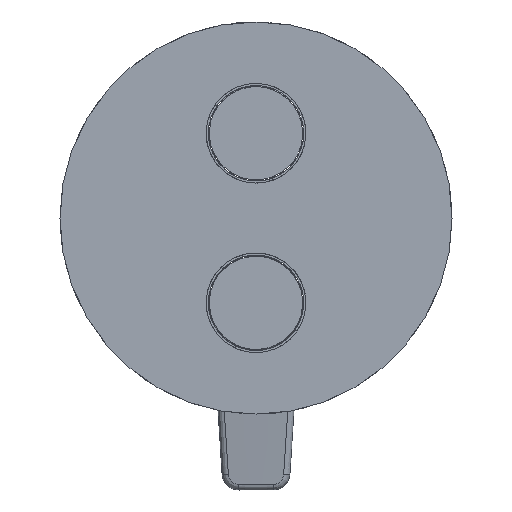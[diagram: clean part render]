
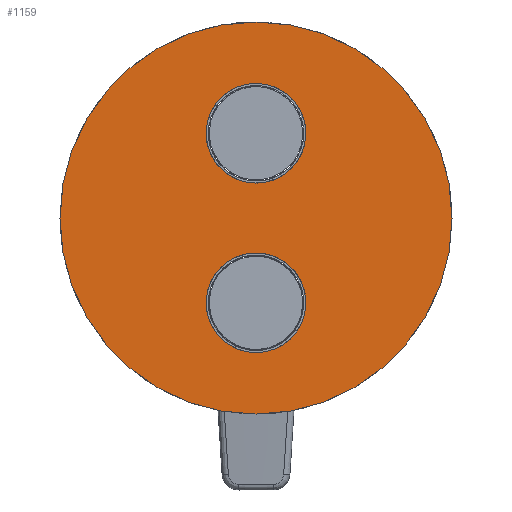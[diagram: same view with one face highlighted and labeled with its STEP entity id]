
A CAD part, front view. The second image highlights one B-rep face of the part: STEP entity #1159.
In plain terms, the highlighted planar face has unit normal (0, 1, 0).
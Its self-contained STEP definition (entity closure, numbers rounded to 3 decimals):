
#1016=CARTESIAN_POINT('Axis2P3D Location',(0.,75.,40.)) ;
#1021=CARTESIAN_POINT('Axis2P3D Location',(0.,75.,40.)) ;
#1025=CARTESIAN_POINT('Vertex',(-92.5,75.,40.)) ;
#1027=CARTESIAN_POINT('Vertex',(92.5,75.,40.)) ;
#1030=CARTESIAN_POINT('Axis2P3D Location',(0.,75.,40.)) ;
#1040=CARTESIAN_POINT('Control Point',(12.227,75.,20.069)) ;
#1041=CARTESIAN_POINT('Control Point',(10.402,75.,21.181)) ;
#1042=CARTESIAN_POINT('Control Point',(8.45,75.,22.085)) ;
#1043=CARTESIAN_POINT('Control Point',(6.404,75.,22.763)) ;
#1044=CARTESIAN_POINT('Control Point',(2.193,75.,23.641)) ;
#1045=CARTESIAN_POINT('Control Point',(-2.108,75.,23.552)) ;
#1046=CARTESIAN_POINT('Control Point',(-4.245,75.,23.263)) ;
#1047=CARTESIAN_POINT('Control Point',(-8.414,75.,22.203)) ;
#1048=CARTESIAN_POINT('Control Point',(-12.239,75.,20.233)) ;
#1049=CARTESIAN_POINT('Control Point',(-14.031,75.,19.034)) ;
#1050=CARTESIAN_POINT('Control Point',(-17.31,75.,16.249)) ;
#1051=CARTESIAN_POINT('Control Point',(-19.882,75.,12.801)) ;
#1052=CARTESIAN_POINT('Control Point',(-20.966,75.,10.937)) ;
#1053=CARTESIAN_POINT('Control Point',(-22.69,75.,6.996)) ;
#1054=CARTESIAN_POINT('Control Point',(-23.484,75.,2.768)) ;
#1055=CARTESIAN_POINT('Control Point',(-23.638,75.,0.617)) ;
#1056=CARTESIAN_POINT('Control Point',(-23.455,75.,-3.681)) ;
#1057=CARTESIAN_POINT('Control Point',(-22.313,75.,-7.829)) ;
#1058=CARTESIAN_POINT('Control Point',(-21.508,75.,-9.829)) ;
#1059=CARTESIAN_POINT('Control Point',(-19.55,75.,-13.437)) ;
#1060=CARTESIAN_POINT('Control Point',(-16.866,75.,-16.538)) ;
#1061=CARTESIAN_POINT('Control Point',(-15.439,75.,-17.876)) ;
#1062=CARTESIAN_POINT('Control Point',(-13.885,75.,-19.057)) ;
#1063=CARTESIAN_POINT('Control Point',(-12.227,75.,-20.069)) ;
#1064=CARTESIAN_POINT('Vertex',(12.227,75.,20.069)) ;
#1066=CARTESIAN_POINT('Vertex',(-12.227,75.,-20.069)) ;
#1070=CARTESIAN_POINT('Control Point',(-12.227,75.,-20.069)) ;
#1071=CARTESIAN_POINT('Control Point',(-10.402,75.,-21.181)) ;
#1072=CARTESIAN_POINT('Control Point',(-8.45,75.,-22.085)) ;
#1073=CARTESIAN_POINT('Control Point',(-6.404,75.,-22.763)) ;
#1074=CARTESIAN_POINT('Control Point',(-2.193,75.,-23.641)) ;
#1075=CARTESIAN_POINT('Control Point',(2.108,75.,-23.552)) ;
#1076=CARTESIAN_POINT('Control Point',(4.245,75.,-23.263)) ;
#1077=CARTESIAN_POINT('Control Point',(8.414,75.,-22.203)) ;
#1078=CARTESIAN_POINT('Control Point',(12.239,75.,-20.233)) ;
#1079=CARTESIAN_POINT('Control Point',(14.031,75.,-19.034)) ;
#1080=CARTESIAN_POINT('Control Point',(17.31,75.,-16.249)) ;
#1081=CARTESIAN_POINT('Control Point',(19.882,75.,-12.801)) ;
#1082=CARTESIAN_POINT('Control Point',(20.966,75.,-10.937)) ;
#1083=CARTESIAN_POINT('Control Point',(22.69,75.,-6.996)) ;
#1084=CARTESIAN_POINT('Control Point',(23.484,75.,-2.768)) ;
#1085=CARTESIAN_POINT('Control Point',(23.638,75.,-0.617)) ;
#1086=CARTESIAN_POINT('Control Point',(23.455,75.,3.681)) ;
#1087=CARTESIAN_POINT('Control Point',(22.313,75.,7.829)) ;
#1088=CARTESIAN_POINT('Control Point',(21.508,75.,9.829)) ;
#1089=CARTESIAN_POINT('Control Point',(19.55,75.,13.437)) ;
#1090=CARTESIAN_POINT('Control Point',(16.866,75.,16.538)) ;
#1091=CARTESIAN_POINT('Control Point',(15.439,75.,17.876)) ;
#1092=CARTESIAN_POINT('Control Point',(13.885,75.,19.057)) ;
#1093=CARTESIAN_POINT('Control Point',(12.227,75.,20.069)) ;
#1100=CARTESIAN_POINT('Control Point',(-12.227,75.,59.931)) ;
#1101=CARTESIAN_POINT('Control Point',(-10.402,75.,58.819)) ;
#1102=CARTESIAN_POINT('Control Point',(-8.45,75.,57.915)) ;
#1103=CARTESIAN_POINT('Control Point',(-6.404,75.,57.237)) ;
#1104=CARTESIAN_POINT('Control Point',(-2.193,75.,56.359)) ;
#1105=CARTESIAN_POINT('Control Point',(2.108,75.,56.448)) ;
#1106=CARTESIAN_POINT('Control Point',(4.245,75.,56.737)) ;
#1107=CARTESIAN_POINT('Control Point',(8.414,75.,57.797)) ;
#1108=CARTESIAN_POINT('Control Point',(12.239,75.,59.767)) ;
#1109=CARTESIAN_POINT('Control Point',(14.031,75.,60.966)) ;
#1110=CARTESIAN_POINT('Control Point',(17.31,75.,63.751)) ;
#1111=CARTESIAN_POINT('Control Point',(19.882,75.,67.199)) ;
#1112=CARTESIAN_POINT('Control Point',(20.966,75.,69.063)) ;
#1113=CARTESIAN_POINT('Control Point',(22.69,75.,73.004)) ;
#1114=CARTESIAN_POINT('Control Point',(23.484,75.,77.232)) ;
#1115=CARTESIAN_POINT('Control Point',(23.638,75.,79.383)) ;
#1116=CARTESIAN_POINT('Control Point',(23.455,75.,83.681)) ;
#1117=CARTESIAN_POINT('Control Point',(22.313,75.,87.829)) ;
#1118=CARTESIAN_POINT('Control Point',(21.508,75.,89.829)) ;
#1119=CARTESIAN_POINT('Control Point',(19.55,75.,93.437)) ;
#1120=CARTESIAN_POINT('Control Point',(16.866,75.,96.538)) ;
#1121=CARTESIAN_POINT('Control Point',(15.439,75.,97.876)) ;
#1122=CARTESIAN_POINT('Control Point',(13.885,75.,99.057)) ;
#1123=CARTESIAN_POINT('Control Point',(12.227,75.,100.069)) ;
#1124=CARTESIAN_POINT('Vertex',(-12.227,75.,59.931)) ;
#1126=CARTESIAN_POINT('Vertex',(12.227,75.,100.069)) ;
#1130=CARTESIAN_POINT('Control Point',(12.227,75.,100.069)) ;
#1131=CARTESIAN_POINT('Control Point',(10.402,75.,101.181)) ;
#1132=CARTESIAN_POINT('Control Point',(8.45,75.,102.085)) ;
#1133=CARTESIAN_POINT('Control Point',(6.404,75.,102.763)) ;
#1134=CARTESIAN_POINT('Control Point',(2.193,75.,103.641)) ;
#1135=CARTESIAN_POINT('Control Point',(-2.108,75.,103.552)) ;
#1136=CARTESIAN_POINT('Control Point',(-4.245,75.,103.263)) ;
#1137=CARTESIAN_POINT('Control Point',(-8.414,75.,102.203)) ;
#1138=CARTESIAN_POINT('Control Point',(-12.239,75.,100.233)) ;
#1139=CARTESIAN_POINT('Control Point',(-14.031,75.,99.034)) ;
#1140=CARTESIAN_POINT('Control Point',(-17.31,75.,96.249)) ;
#1141=CARTESIAN_POINT('Control Point',(-19.882,75.,92.801)) ;
#1142=CARTESIAN_POINT('Control Point',(-20.966,75.,90.937)) ;
#1143=CARTESIAN_POINT('Control Point',(-22.69,75.,86.996)) ;
#1144=CARTESIAN_POINT('Control Point',(-23.484,75.,82.768)) ;
#1145=CARTESIAN_POINT('Control Point',(-23.638,75.,80.617)) ;
#1146=CARTESIAN_POINT('Control Point',(-23.455,75.,76.319)) ;
#1147=CARTESIAN_POINT('Control Point',(-22.313,75.,72.171)) ;
#1148=CARTESIAN_POINT('Control Point',(-21.508,75.,70.171)) ;
#1149=CARTESIAN_POINT('Control Point',(-19.55,75.,66.563)) ;
#1150=CARTESIAN_POINT('Control Point',(-16.866,75.,63.462)) ;
#1151=CARTESIAN_POINT('Control Point',(-15.439,75.,62.124)) ;
#1152=CARTESIAN_POINT('Control Point',(-13.885,75.,60.943)) ;
#1153=CARTESIAN_POINT('Control Point',(-12.227,75.,59.931)) ;
#1017=DIRECTION('Axis2P3D Direction',(0.,1.,0.)) ;
#1018=DIRECTION('Axis2P3D XDirection',(1.,-0.,0.)) ;
#1022=DIRECTION('Axis2P3D Direction',(0.,1.,0.)) ;
#1031=DIRECTION('Axis2P3D Direction',(0.,1.,0.)) ;
#1019=AXIS2_PLACEMENT_3D('Plane Axis2P3D',#1016,#1017,#1018) ;
#1023=AXIS2_PLACEMENT_3D('Circle Axis2P3D',#1021,#1022,$) ;
#1032=AXIS2_PLACEMENT_3D('Circle Axis2P3D',#1030,#1031,$) ;
#1024=CIRCLE('generated circle',#1023,92.5) ;
#1033=CIRCLE('generated circle',#1032,92.5) ;
#1020=PLANE('',#1019) ;
#1098=FACE_BOUND('',#1095,.T.) ;
#1158=FACE_BOUND('',#1155,.T.) ;
#1029=EDGE_CURVE('',#1026,#1028,#1024,.T.) ;
#1034=EDGE_CURVE('',#1028,#1026,#1033,.T.) ;
#1068=EDGE_CURVE('',#1065,#1067,#1039,.T.) ;
#1094=EDGE_CURVE('',#1067,#1065,#1069,.T.) ;
#1128=EDGE_CURVE('',#1125,#1127,#1099,.T.) ;
#1154=EDGE_CURVE('',#1127,#1125,#1129,.T.) ;
#1036=ORIENTED_EDGE('',*,*,#1029,.T.) ;
#1037=ORIENTED_EDGE('',*,*,#1034,.T.) ;
#1096=ORIENTED_EDGE('',*,*,#1068,.T.) ;
#1097=ORIENTED_EDGE('',*,*,#1094,.T.) ;
#1156=ORIENTED_EDGE('',*,*,#1128,.T.) ;
#1157=ORIENTED_EDGE('',*,*,#1154,.T.) ;
#1035=EDGE_LOOP('',(#1036,#1037)) ;
#1095=EDGE_LOOP('',(#1096,#1097)) ;
#1155=EDGE_LOOP('',(#1156,#1157)) ;
#1026=VERTEX_POINT('',#1025) ;
#1028=VERTEX_POINT('',#1027) ;
#1065=VERTEX_POINT('',#1064) ;
#1067=VERTEX_POINT('',#1066) ;
#1125=VERTEX_POINT('',#1124) ;
#1127=VERTEX_POINT('',#1126) ;
#1159=ADVANCED_FACE('PartBody',(#1038,#1098,#1158),#1020,.T.) ;
#1039=B_SPLINE_CURVE_WITH_KNOTS('',5,(#1040,#1041,#1042,#1043,#1044,#1045,#1046,#1047,#1048,#1049,#1050,#1051,#1052,#1053,#1054,#1055,#1056,#1057,#1058,#1059,#1060,#1061,#1062,#1063),.UNSPECIFIED.,.F.,.U.,(6,3,3,3,3,3,3,6),(0.,15.144,30.288,45.432,60.577,75.722,90.865,104.627),.UNSPECIFIED.) ;
#1069=B_SPLINE_CURVE_WITH_KNOTS('',5,(#1070,#1071,#1072,#1073,#1074,#1075,#1076,#1077,#1078,#1079,#1080,#1081,#1082,#1083,#1084,#1085,#1086,#1087,#1088,#1089,#1090,#1091,#1092,#1093),.UNSPECIFIED.,.F.,.U.,(6,3,3,3,3,3,3,6),(0.,15.144,30.288,45.432,60.577,75.722,90.865,104.627),.UNSPECIFIED.) ;
#1099=B_SPLINE_CURVE_WITH_KNOTS('',5,(#1100,#1101,#1102,#1103,#1104,#1105,#1106,#1107,#1108,#1109,#1110,#1111,#1112,#1113,#1114,#1115,#1116,#1117,#1118,#1119,#1120,#1121,#1122,#1123),.UNSPECIFIED.,.F.,.U.,(6,3,3,3,3,3,3,6),(0.,15.144,30.288,45.432,60.577,75.722,90.865,104.627),.UNSPECIFIED.) ;
#1129=B_SPLINE_CURVE_WITH_KNOTS('',5,(#1130,#1131,#1132,#1133,#1134,#1135,#1136,#1137,#1138,#1139,#1140,#1141,#1142,#1143,#1144,#1145,#1146,#1147,#1148,#1149,#1150,#1151,#1152,#1153),.UNSPECIFIED.,.F.,.U.,(6,3,3,3,3,3,3,6),(0.,15.144,30.288,45.432,60.577,75.722,90.865,104.627),.UNSPECIFIED.) ;
#1038=FACE_OUTER_BOUND('',#1035,.T.) ;
